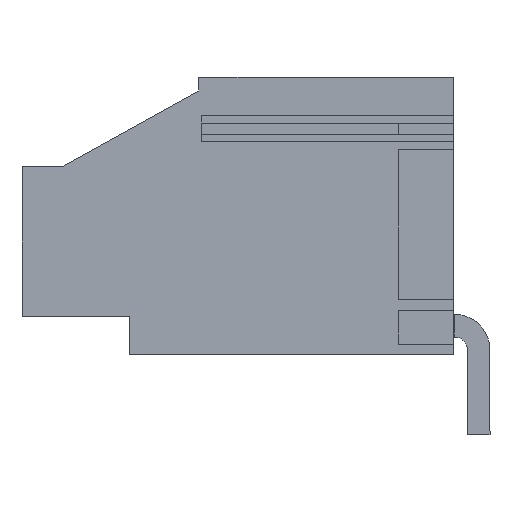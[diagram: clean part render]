
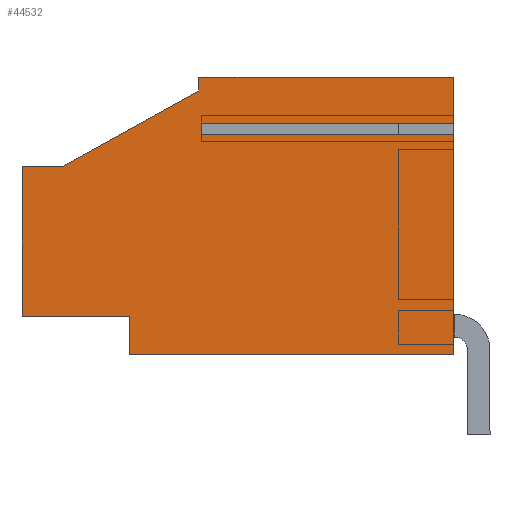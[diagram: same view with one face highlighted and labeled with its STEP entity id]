
A CAD part, left-side view. The second image highlights one B-rep face of the part: STEP entity #44532.
In plain terms, the highlighted planar face has unit normal (-1, 0, 0).
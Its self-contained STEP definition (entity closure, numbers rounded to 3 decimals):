
#44496=AXIS2_PLACEMENT_3D('Plane Axis2P3D',#44493,#44494,#44495) ;
#44078=CARTESIAN_POINT('Vertex',(-81.28,18.57,11.963)) ;
#44085=CARTESIAN_POINT('Vertex',(-81.28,18.57,6.022)) ;
#44088=CARTESIAN_POINT('Line Origine',(-81.28,18.57,8.992)) ;
#44121=CARTESIAN_POINT('Vertex',(-81.28,16.958,11.963)) ;
#44124=CARTESIAN_POINT('Line Origine',(-81.28,17.764,11.963)) ;
#44145=CARTESIAN_POINT('Vertex',(-81.28,11.55,14.961)) ;
#44148=CARTESIAN_POINT('Line Origine',(-81.28,14.254,13.462)) ;
#44172=CARTESIAN_POINT('Line Origine',(-81.28,11.55,15.239)) ;
#44176=CARTESIAN_POINT('Vertex',(-81.28,11.55,15.517)) ;
#44196=CARTESIAN_POINT('Line Origine',(-81.28,6.5,15.517)) ;
#44200=CARTESIAN_POINT('Vertex',(-81.28,1.45,15.517)) ;
#44238=CARTESIAN_POINT('Vertex',(-81.28,1.45,13.692)) ;
#44280=CARTESIAN_POINT('Vertex',(-81.28,1.45,13.242)) ;
#44283=CARTESIAN_POINT('Line Origine',(-81.28,1.45,8.879)) ;
#44287=CARTESIAN_POINT('Vertex',(-81.28,1.45,4.517)) ;
#44295=CARTESIAN_POINT('Line Origine',(-81.28,1.45,14.604)) ;
#44386=CARTESIAN_POINT('Vertex',(-81.28,14.3,4.517)) ;
#44404=CARTESIAN_POINT('Line Origine',(-81.28,7.875,4.517)) ;
#44437=CARTESIAN_POINT('Vertex',(-81.28,14.3,6.022)) ;
#44440=CARTESIAN_POINT('Line Origine',(-81.28,14.3,5.269)) ;
#44481=CARTESIAN_POINT('Line Origine',(-81.28,16.435,6.022)) ;
#44493=CARTESIAN_POINT('Axis2P3D Location',(-81.28,10.01,10.017)) ;
#44498=CARTESIAN_POINT('Line Origine',(-81.28,6.45,13.242)) ;
#44502=CARTESIAN_POINT('Vertex',(-81.28,11.45,13.242)) ;
#44505=CARTESIAN_POINT('Line Origine',(-81.28,11.45,13.467)) ;
#44509=CARTESIAN_POINT('Vertex',(-81.28,11.45,13.692)) ;
#44512=CARTESIAN_POINT('Line Origine',(-81.28,6.45,13.692)) ;
#44089=DIRECTION('Vector Direction',(0.,0.,1.)) ;
#44125=DIRECTION('Vector Direction',(0.,-1.,0.)) ;
#44149=DIRECTION('Vector Direction',(0.,-0.875,0.485)) ;
#44173=DIRECTION('Vector Direction',(0.,0.,-1.)) ;
#44197=DIRECTION('Vector Direction',(0.,1.,0.)) ;
#44284=DIRECTION('Vector Direction',(0.,0.,1.)) ;
#44296=DIRECTION('Vector Direction',(0.,0.,1.)) ;
#44405=DIRECTION('Vector Direction',(0.,1.,0.)) ;
#44441=DIRECTION('Vector Direction',(0.,0.,1.)) ;
#44482=DIRECTION('Vector Direction',(0.,-1.,0.)) ;
#44494=DIRECTION('Axis2P3D Direction',(-1.,0.,0.)) ;
#44495=DIRECTION('Axis2P3D XDirection',(0.,0.,1.)) ;
#44499=DIRECTION('Vector Direction',(0.,1.,0.)) ;
#44506=DIRECTION('Vector Direction',(0.,0.,1.)) ;
#44513=DIRECTION('Vector Direction',(0.,1.,0.)) ;
#44090=VECTOR('Line Direction',#44089,1.) ;
#44126=VECTOR('Line Direction',#44125,1.) ;
#44150=VECTOR('Line Direction',#44149,1.) ;
#44174=VECTOR('Line Direction',#44173,1.) ;
#44198=VECTOR('Line Direction',#44197,1.) ;
#44285=VECTOR('Line Direction',#44284,1.) ;
#44297=VECTOR('Line Direction',#44296,1.) ;
#44406=VECTOR('Line Direction',#44405,1.) ;
#44442=VECTOR('Line Direction',#44441,1.) ;
#44483=VECTOR('Line Direction',#44482,1.) ;
#44500=VECTOR('Line Direction',#44499,1.) ;
#44507=VECTOR('Line Direction',#44506,1.) ;
#44514=VECTOR('Line Direction',#44513,1.) ;
#44518=ORIENTED_EDGE('',*,*,#44299,.T.) ;
#44519=ORIENTED_EDGE('',*,*,#44202,.T.) ;
#44520=ORIENTED_EDGE('',*,*,#44178,.T.) ;
#44521=ORIENTED_EDGE('',*,*,#44152,.F.) ;
#44522=ORIENTED_EDGE('',*,*,#44128,.F.) ;
#44523=ORIENTED_EDGE('',*,*,#44092,.F.) ;
#44524=ORIENTED_EDGE('',*,*,#44485,.T.) ;
#44525=ORIENTED_EDGE('',*,*,#44444,.F.) ;
#44526=ORIENTED_EDGE('',*,*,#44408,.F.) ;
#44527=ORIENTED_EDGE('',*,*,#44289,.T.) ;
#44528=ORIENTED_EDGE('',*,*,#44504,.T.) ;
#44529=ORIENTED_EDGE('',*,*,#44511,.T.) ;
#44530=ORIENTED_EDGE('',*,*,#44516,.F.) ;
#44532=ADVANCED_FACE('21',(#44531),#44497,.T.) ;
#44092=EDGE_CURVE('',#44086,#44079,#44091,.T.) ;
#44128=EDGE_CURVE('',#44079,#44122,#44127,.T.) ;
#44152=EDGE_CURVE('',#44122,#44146,#44151,.T.) ;
#44178=EDGE_CURVE('',#44177,#44146,#44175,.T.) ;
#44202=EDGE_CURVE('',#44201,#44177,#44199,.T.) ;
#44289=EDGE_CURVE('',#44288,#44281,#44286,.T.) ;
#44299=EDGE_CURVE('',#44239,#44201,#44298,.T.) ;
#44408=EDGE_CURVE('',#44288,#44387,#44407,.T.) ;
#44444=EDGE_CURVE('',#44387,#44438,#44443,.T.) ;
#44485=EDGE_CURVE('',#44086,#44438,#44484,.T.) ;
#44504=EDGE_CURVE('',#44281,#44503,#44501,.T.) ;
#44511=EDGE_CURVE('',#44503,#44510,#44508,.T.) ;
#44516=EDGE_CURVE('',#44239,#44510,#44515,.T.) ;
#44517=EDGE_LOOP('',(#44518,#44519,#44520,#44521,#44522,#44523,#44524,#44525,#44526,#44527,#44528,#44529,#44530)) ;
#44531=FACE_OUTER_BOUND('',#44517,.T.) ;
#44091=LINE('Line',#44088,#44090) ;
#44127=LINE('Line',#44124,#44126) ;
#44151=LINE('Line',#44148,#44150) ;
#44175=LINE('Line',#44172,#44174) ;
#44199=LINE('Line',#44196,#44198) ;
#44286=LINE('Line',#44283,#44285) ;
#44298=LINE('Line',#44295,#44297) ;
#44407=LINE('Line',#44404,#44406) ;
#44443=LINE('Line',#44440,#44442) ;
#44484=LINE('Line',#44481,#44483) ;
#44501=LINE('Line',#44498,#44500) ;
#44508=LINE('Line',#44505,#44507) ;
#44515=LINE('Line',#44512,#44514) ;
#44497=PLANE('',#44496) ;
#44079=VERTEX_POINT('',#44078) ;
#44086=VERTEX_POINT('',#44085) ;
#44122=VERTEX_POINT('',#44121) ;
#44146=VERTEX_POINT('',#44145) ;
#44177=VERTEX_POINT('',#44176) ;
#44201=VERTEX_POINT('',#44200) ;
#44239=VERTEX_POINT('',#44238) ;
#44281=VERTEX_POINT('',#44280) ;
#44288=VERTEX_POINT('',#44287) ;
#44387=VERTEX_POINT('',#44386) ;
#44438=VERTEX_POINT('',#44437) ;
#44503=VERTEX_POINT('',#44502) ;
#44510=VERTEX_POINT('',#44509) ;
